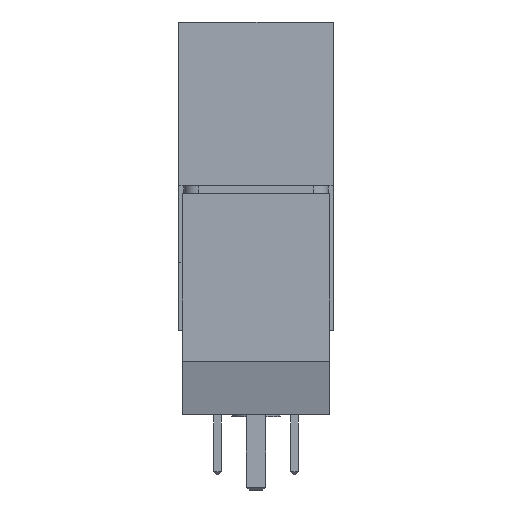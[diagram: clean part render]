
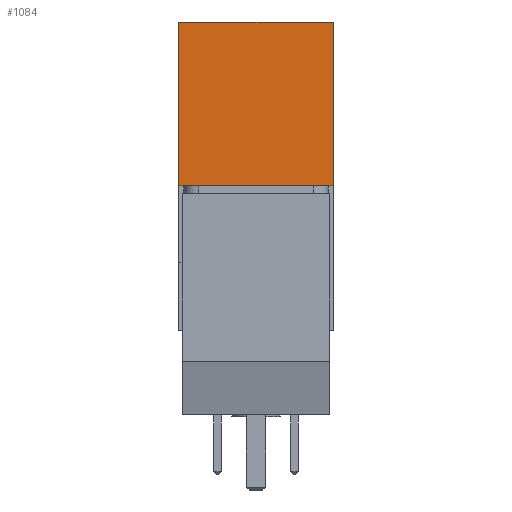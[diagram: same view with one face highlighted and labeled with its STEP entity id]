
A CAD part, left-side view. The second image highlights one B-rep face of the part: STEP entity #1084.
In plain terms, the highlighted planar face has unit normal (-1, 0, 0).
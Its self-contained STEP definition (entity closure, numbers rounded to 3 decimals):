
#406 = CARTESIAN_POINT ( 'NONE',  ( -33., -16., 32. ) ) ;
#448 = ORIENTED_EDGE ( 'NONE', *, *, #15854, .F. ) ;
#460 = CARTESIAN_POINT ( 'NONE',  ( -33., -16., 32. ) ) ;
#519 = DIRECTION ( 'NONE',  ( 1., 0., 0. ) ) ;
#1084 = ADVANCED_FACE ( 'NONE', ( #15210 ), #5418, .F. ) ;
#2124 = EDGE_CURVE ( 'NONE', #5177, #2172, #10741, .T. ) ;
#2172 = VERTEX_POINT ( 'NONE', #9846 ) ;
#2288 = VECTOR ( 'NONE', #5597, 1000. ) ;
#2547 = CARTESIAN_POINT ( 'NONE',  ( -33., -16., 32. ) ) ;
#2967 = ORIENTED_EDGE ( 'NONE', *, *, #6576, .F. ) ;
#3054 = DIRECTION ( 'NONE',  ( 0., 0., 1. ) ) ;
#3073 = EDGE_LOOP ( 'NONE', ( #448, #5414, #3892, #5982, #2967, #7406 ) ) ;
#3099 = LINE ( 'NONE', #10867, #2288 ) ;
#3378 = LINE ( 'NONE', #5557, #8075 ) ;
#3483 = CARTESIAN_POINT ( 'NONE',  ( -33., -16., 15. ) ) ;
#3656 = LINE ( 'NONE', #406, #13035 ) ;
#3812 = AXIS2_PLACEMENT_3D ( 'NONE', #460, #519, #12319 ) ;
#3892 = ORIENTED_EDGE ( 'NONE', *, *, #8955, .F. ) ;
#3983 = LINE ( 'NONE', #7153, #11134 ) ;
#5177 = VERTEX_POINT ( 'NONE', #5912 ) ;
#5414 = ORIENTED_EDGE ( 'NONE', *, *, #10489, .F. ) ;
#5418 = PLANE ( 'NONE',  #3812 ) ;
#5557 = CARTESIAN_POINT ( 'NONE',  ( -33., -16., 15. ) ) ;
#5597 = DIRECTION ( 'NONE',  ( 0., -1., 0. ) ) ;
#5749 = VERTEX_POINT ( 'NONE', #3483 ) ;
#5912 = CARTESIAN_POINT ( 'NONE',  ( -33., -14., 15. ) ) ;
#5948 = DIRECTION ( 'NONE',  ( 0., 1., 0. ) ) ;
#5982 = ORIENTED_EDGE ( 'NONE', *, *, #16341, .F. ) ;
#6576 = EDGE_CURVE ( 'NONE', #2172, #13290, #3378, .T. ) ;
#7153 = CARTESIAN_POINT ( 'NONE',  ( -33., -16., 15. ) ) ;
#7406 = ORIENTED_EDGE ( 'NONE', *, *, #2124, .F. ) ;
#8075 = VECTOR ( 'NONE', #10716, 1000. ) ;
#8139 = CARTESIAN_POINT ( 'NONE',  ( -33., 0., 32. ) ) ;
#8850 = VERTEX_POINT ( 'NONE', #2547 ) ;
#8955 = EDGE_CURVE ( 'NONE', #13274, #8850, #3099, .T. ) ;
#9246 = CARTESIAN_POINT ( 'NONE',  ( -33., 0., 15. ) ) ;
#9846 = CARTESIAN_POINT ( 'NONE',  ( -33., -2., 15. ) ) ;
#10071 = CARTESIAN_POINT ( 'NONE',  ( -33., -0.5, 15. ) ) ;
#10489 = EDGE_CURVE ( 'NONE', #8850, #5749, #3656, .T. ) ;
#10499 = CARTESIAN_POINT ( 'NONE',  ( -33., 0., 32. ) ) ;
#10716 = DIRECTION ( 'NONE',  ( 0., 1., 0. ) ) ;
#10741 = LINE ( 'NONE', #10071, #11154 ) ;
#10867 = CARTESIAN_POINT ( 'NONE',  ( -33., 0., 32. ) ) ;
#11134 = VECTOR ( 'NONE', #12335, 1000. ) ;
#11154 = VECTOR ( 'NONE', #5948, 1000. ) ;
#12319 = DIRECTION ( 'NONE',  ( 0., 0., -1. ) ) ;
#12335 = DIRECTION ( 'NONE',  ( 0., 1., 0. ) ) ;
#13035 = VECTOR ( 'NONE', #13441, 1000. ) ;
#13274 = VERTEX_POINT ( 'NONE', #8139 ) ;
#13290 = VERTEX_POINT ( 'NONE', #9246 ) ;
#13441 = DIRECTION ( 'NONE',  ( 0., 0., -1. ) ) ;
#14718 = LINE ( 'NONE', #10499, #16358 ) ;
#15210 = FACE_OUTER_BOUND ( 'NONE', #3073, .T. ) ;
#15854 = EDGE_CURVE ( 'NONE', #5749, #5177, #3983, .T. ) ;
#16341 = EDGE_CURVE ( 'NONE', #13290, #13274, #14718, .T. ) ;
#16358 = VECTOR ( 'NONE', #3054, 1000. ) ;
